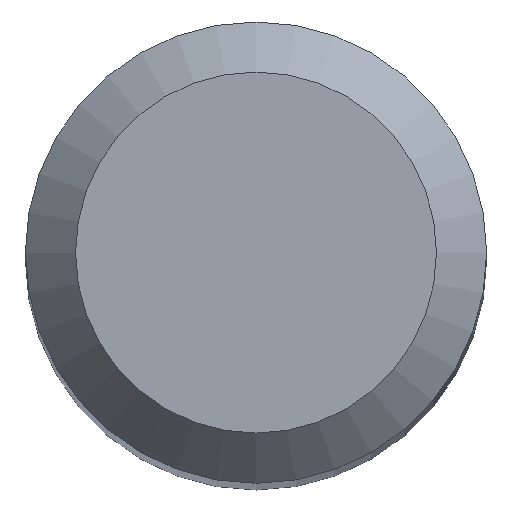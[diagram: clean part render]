
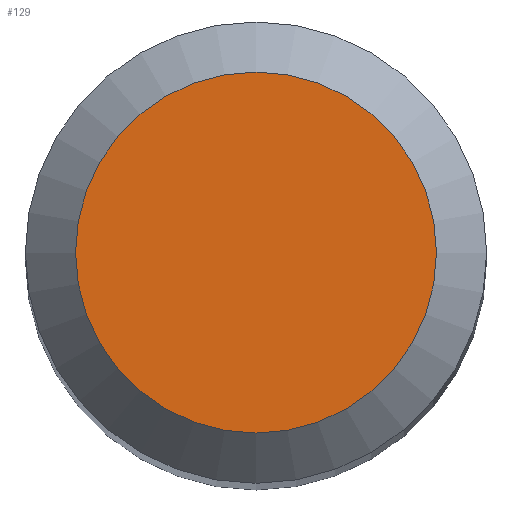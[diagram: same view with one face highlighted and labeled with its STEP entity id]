
A CAD part, top view. The second image highlights one B-rep face of the part: STEP entity #129.
In plain terms, the highlighted planar face has unit normal (0, 0, 1).
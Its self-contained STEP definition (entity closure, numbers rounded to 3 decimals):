
#105=FACE_OUTER_BOUND('',#200,.T.);
#107=PLANE('',#344);
#129=ADVANCED_FACE('',(#105),#107,.F.);
#200=EDGE_LOOP('',(#240));
#240=ORIENTED_EDGE('',*,*,#296,.F.);
#275=VERTEX_POINT('',#477);
#296=EDGE_CURVE('',#275,#275,#316,.T.);
#316=CIRCLE('',#343,3.598);
#343=AXIS2_PLACEMENT_3D('',#476,#399,#400);
#344=AXIS2_PLACEMENT_3D('',#478,#401,#402);
#399=DIRECTION('',(0.0,0.0,-1.0));
#400=DIRECTION('',(1.0,0.0,0.0));
#401=DIRECTION('',(0.0,0.0,-1.0));
#402=DIRECTION('',(-1.0,0.0,0.0));
#476=CARTESIAN_POINT('',(0.0,0.0,0.0));
#477=CARTESIAN_POINT('',(3.598,0.0,0.0));
#478=CARTESIAN_POINT('',(0.0,0.0,0.0));
